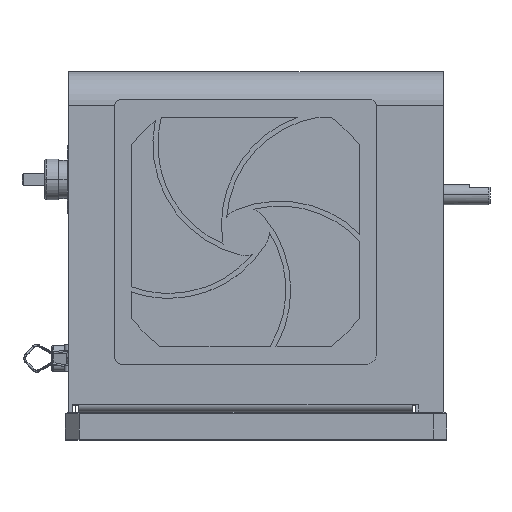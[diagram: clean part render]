
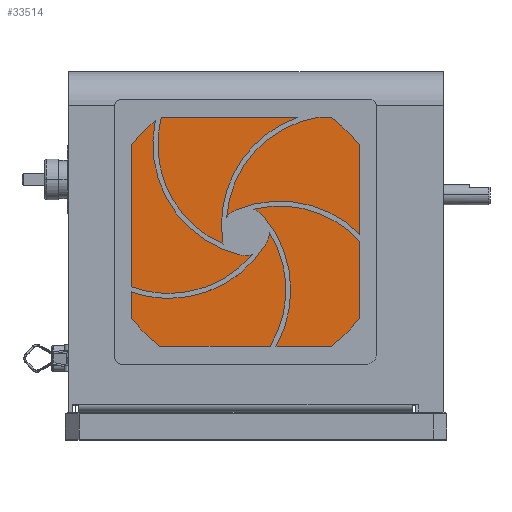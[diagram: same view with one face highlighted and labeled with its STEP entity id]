
A CAD part, top view. The second image highlights one B-rep face of the part: STEP entity #33514.
In plain terms, the highlighted planar face has unit normal (0, 0, 1).
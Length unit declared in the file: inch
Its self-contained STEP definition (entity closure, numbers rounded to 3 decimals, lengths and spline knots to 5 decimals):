
#17 = DIRECTION ( 'NONE',  ( -0.707, 0.707, 0. ) ) ;
#960 = CARTESIAN_POINT ( 'NONE',  ( 5.182, 6.0605, 4.587 ) ) ;
#1489 = DIRECTION ( 'NONE',  ( 1., 0., 0. ) ) ;
#3342 = EDGE_CURVE ( 'NONE', #22030, #14064, #39172, .T. ) ;
#4610 = PLANE ( 'NONE',  #18674 ) ;
#4774 = VECTOR ( 'NONE', #23774, 39.37008 ) ;
#4819 = VERTEX_POINT ( 'NONE', #25268 ) ;
#4965 = EDGE_CURVE ( 'NONE', #4819, #37782, #35142, .T. ) ;
#5113 = EDGE_CURVE ( 'NONE', #11747, #35666, #20988, .T. ) ;
#5940 = FACE_OUTER_BOUND ( 'NONE', #24200, .T. ) ;
#5981 = EDGE_CURVE ( 'NONE', #32265, #11747, #25326, .T. ) ;
#8009 = EDGE_CURVE ( 'NONE', #35666, #4819, #29094, .T. ) ;
#8320 = DIRECTION ( 'NONE',  ( 0., 1., 0. ) ) ;
#9003 = EDGE_CURVE ( 'NONE', #14064, #32265, #31966, .T. ) ;
#9385 = VECTOR ( 'NONE', #33330, 39.37008 ) ;
#10246 = DIRECTION ( 'NONE',  ( -1., 0., 0. ) ) ;
#10787 = ORIENTED_EDGE ( 'NONE', *, *, #9003, .F. ) ;
#10959 = CARTESIAN_POINT ( 'NONE',  ( 5.182, 1.5605, 4.587 ) ) ;
#10981 = ORIENTED_EDGE ( 'NONE', *, *, #5981, .F. ) ;
#11127 = CARTESIAN_POINT ( 'NONE',  ( 1.432, 1.5605, 4.587 ) ) ;
#11747 = VERTEX_POINT ( 'NONE', #13379 ) ;
#12049 = ORIENTED_EDGE ( 'NONE', *, *, #8009, .F. ) ;
#13379 = CARTESIAN_POINT ( 'NONE',  ( 1.057, 1.9355, 4.587 ) ) ;
#14013 = DIRECTION ( 'NONE',  ( 0.707, 0.707, 0. ) ) ;
#14064 = VERTEX_POINT ( 'NONE', #25981 ) ;
#14813 = VECTOR ( 'NONE', #10246, 39.37008 ) ;
#16191 = CARTESIAN_POINT ( 'NONE',  ( 1.432, 1.5605, 4.587 ) ) ;
#16507 = ORIENTED_EDGE ( 'NONE', *, *, #39594, .F. ) ;
#17809 = VECTOR ( 'NONE', #17, 39.37008 ) ;
#18674 = AXIS2_PLACEMENT_3D ( 'NONE', #40251, #20874, #1489 ) ;
#19524 = VECTOR ( 'NONE', #14013, 39.37008 ) ;
#20874 = DIRECTION ( 'NONE',  ( 0., 0., 1. ) ) ;
#20988 = LINE ( 'NONE', #40554, #37135 ) ;
#21189 = CARTESIAN_POINT ( 'NONE',  ( 5.557, 5.6855, 4.587 ) ) ;
#21326 = VECTOR ( 'NONE', #30775, 39.37008 ) ;
#21573 = LINE ( 'NONE', #23517, #28104 ) ;
#22030 = VERTEX_POINT ( 'NONE', #35587 ) ;
#22084 = ORIENTED_EDGE ( 'NONE', *, *, #3342, .F. ) ;
#22094 = ORIENTED_EDGE ( 'NONE', *, *, #40899, .F. ) ;
#23517 = CARTESIAN_POINT ( 'NONE',  ( 5.557, 5.6855, 4.587 ) ) ;
#23774 = DIRECTION ( 'NONE',  ( -0.707, -0.707, 0. ) ) ;
#24200 = EDGE_LOOP ( 'NONE', ( #16507, #22094, #31862, #12049, #27387, #10981, #10787, #22084 ) ) ;
#25268 = CARTESIAN_POINT ( 'NONE',  ( 1.432, 6.0605, 4.587 ) ) ;
#25326 = LINE ( 'NONE', #16191, #17809 ) ;
#25981 = CARTESIAN_POINT ( 'NONE',  ( 5.182, 1.5605, 4.587 ) ) ;
#27387 = ORIENTED_EDGE ( 'NONE', *, *, #5113, .F. ) ;
#27495 = CARTESIAN_POINT ( 'NONE',  ( 5.557, 1.9355, 4.587 ) ) ;
#28104 = VECTOR ( 'NONE', #33259, 39.37008 ) ;
#29094 = LINE ( 'NONE', #30073, #19524 ) ;
#29881 = VERTEX_POINT ( 'NONE', #21189 ) ;
#30073 = CARTESIAN_POINT ( 'NONE',  ( 1.432, 6.0605, 4.587 ) ) ;
#30662 = CARTESIAN_POINT ( 'NONE',  ( 5.182, 6.0605, 4.587 ) ) ;
#30775 = DIRECTION ( 'NONE',  ( 0., -1., 0. ) ) ;
#30984 = CARTESIAN_POINT ( 'NONE',  ( 1.057, 5.6855, 4.587 ) ) ;
#31862 = ORIENTED_EDGE ( 'NONE', *, *, #4965, .F. ) ;
#31966 = LINE ( 'NONE', #32838, #14813 ) ;
#32265 = VERTEX_POINT ( 'NONE', #11127 ) ;
#32838 = CARTESIAN_POINT ( 'NONE',  ( 5.182, 1.5605, 4.587 ) ) ;
#33259 = DIRECTION ( 'NONE',  ( 0.707, -0.707, 0. ) ) ;
#33330 = DIRECTION ( 'NONE',  ( 1., 0., 0. ) ) ;
#33514 = ADVANCED_FACE ( 'NONE', ( #5940 ), #4610, .T. ) ;
#35142 = LINE ( 'NONE', #960, #9385 ) ;
#35587 = CARTESIAN_POINT ( 'NONE',  ( 5.557, 1.9355, 4.587 ) ) ;
#35666 = VERTEX_POINT ( 'NONE', #30984 ) ;
#37135 = VECTOR ( 'NONE', #8320, 39.37008 ) ;
#37782 = VERTEX_POINT ( 'NONE', #30662 ) ;
#38523 = LINE ( 'NONE', #27495, #21326 ) ;
#39172 = LINE ( 'NONE', #10959, #4774 ) ;
#39594 = EDGE_CURVE ( 'NONE', #29881, #22030, #38523, .T. ) ;
#40251 = CARTESIAN_POINT ( 'NONE',  ( 5.557, 6.0605, 4.587 ) ) ;
#40554 = CARTESIAN_POINT ( 'NONE',  ( 1.057, 1.9355, 4.587 ) ) ;
#40899 = EDGE_CURVE ( 'NONE', #37782, #29881, #21573, .T. ) ;
